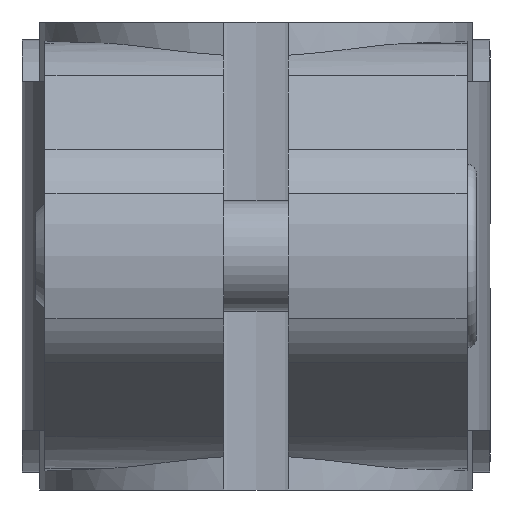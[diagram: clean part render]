
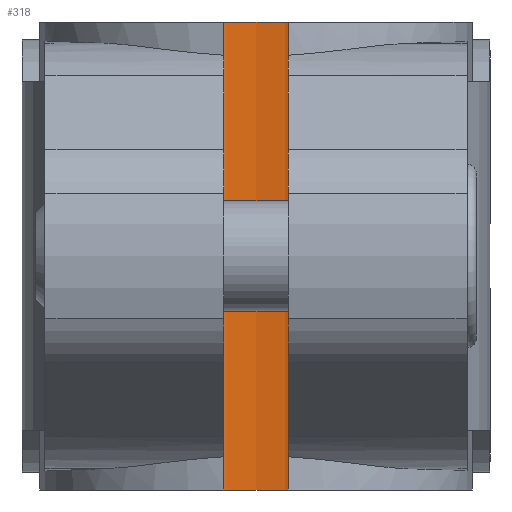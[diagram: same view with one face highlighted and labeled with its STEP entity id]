
A CAD part, left-side view. The second image highlights one B-rep face of the part: STEP entity #318.
In plain terms, the highlighted cylindrical face has radius 9.05 mm (diameter 18.1 mm), a partial arc.
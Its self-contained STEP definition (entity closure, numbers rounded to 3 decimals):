
#318 = ADVANCED_FACE( '', ( #722 ), #723, .F. );
#722 = FACE_OUTER_BOUND( '', #1207, .T. );
#723 = CYLINDRICAL_SURFACE( '', #1208, 9.05 );
#1207 = EDGE_LOOP( '', ( #2128, #2129, #2130, #2131 ) );
#1208 = AXIS2_PLACEMENT_3D( '', #2132, #2133, #2134 );
#2128 = ORIENTED_EDGE( '', *, *, #2996, .F. );
#2129 = ORIENTED_EDGE( '', *, *, #3147, .F. );
#2130 = ORIENTED_EDGE( '', *, *, #3062, .T. );
#2131 = ORIENTED_EDGE( '', *, *, #3148, .T. );
#2132 = CARTESIAN_POINT( '', ( 0., 0., 12.75 ) );
#2133 = DIRECTION( '', ( 0., 0., 1. ) );
#2134 = DIRECTION( '', ( -1., 0., 0. ) );
#2996 = EDGE_CURVE( '', #3664, #3666, #3667, .T. );
#3062 = EDGE_CURVE( '', #3771, #3772, #3773, .T. );
#3147 = EDGE_CURVE( '', #3771, #3664, #3892, .T. );
#3148 = EDGE_CURVE( '', #3772, #3666, #3893, .T. );
#3664 = VERTEX_POINT( '', #4593 );
#3666 = VERTEX_POINT( '', #4596 );
#3667 = CIRCLE( '', #4597, 9.05 );
#3771 = VERTEX_POINT( '', #4749 );
#3772 = VERTEX_POINT( '', #4750 );
#3773 = CIRCLE( '', #4751, 9.05 );
#3892 = LINE( '', #4928, #4929 );
#3893 = LINE( '', #4930, #4931 );
#4593 = CARTESIAN_POINT( '', ( -8.879, -1.75, -12.75 ) );
#4596 = CARTESIAN_POINT( '', ( -8.879, 1.75, -12.75 ) );
#4597 = AXIS2_PLACEMENT_3D( '', #5469, #5470, #5471 );
#4749 = CARTESIAN_POINT( '', ( -8.879, -1.75, 12.75 ) );
#4750 = CARTESIAN_POINT( '', ( -8.879, 1.75, 12.75 ) );
#4751 = AXIS2_PLACEMENT_3D( '', #5544, #5545, #5546 );
#4928 = CARTESIAN_POINT( '', ( -8.879, -1.75, 12.75 ) );
#4929 = VECTOR( '', #5646, 1000. );
#4930 = CARTESIAN_POINT( '', ( -8.879, 1.75, 12.75 ) );
#4931 = VECTOR( '', #5647, 1000. );
#5469 = CARTESIAN_POINT( '', ( 0., 0., -12.75 ) );
#5470 = DIRECTION( '', ( 0., 0., 1. ) );
#5471 = DIRECTION( '', ( 1., 0., 0. ) );
#5544 = CARTESIAN_POINT( '', ( 0., 0., 12.75 ) );
#5545 = DIRECTION( '', ( 0., 0., 1. ) );
#5546 = DIRECTION( '', ( 1., 0., 0. ) );
#5646 = DIRECTION( '', ( 0., 0., -1. ) );
#5647 = DIRECTION( '', ( 0., 0., -1. ) );
